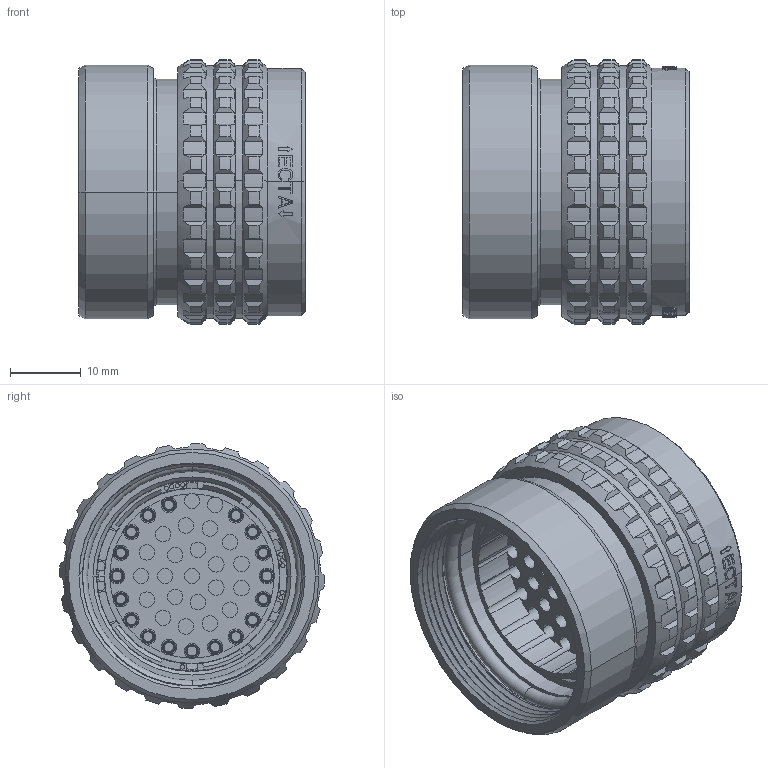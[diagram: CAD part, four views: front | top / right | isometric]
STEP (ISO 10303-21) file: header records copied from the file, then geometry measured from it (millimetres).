
FILE_DESCRIPTION((''),'2;1');
FILE_NAME('1332M518FS','2024-08-02T14:15:50',('paultorloting'),('NET AG system integration'),'CREO PARAMETRIC BY PTC INC, 2021404','CREO PARAMETRIC BY PTC INC, 2021404','');
FILE_SCHEMA(('AUTOMOTIVE_DESIGN { 1 0 10303 214 1 1 1 1 }'));
Length unit declared in the file: millimetre
Products named in the file (1): 1332M518FS
Bounding box: 32 x 37.5 x 37.5 mm (x, y, z)
Volume: 19276.8 mm3; surface area: 19205 mm2
Topology: 1 solids, 19 shells, 3615 faces, 9869 edges, 6426 vertices
Faces by surface type: plane 2103, cylinder 997, cone 216, torus 141, bspline 76, extrusion 72, sphere 10
Entity records: 154114 total; most frequent: CARTESIAN_POINT 37988, ORIENTED_EDGE 19666, DIRECTION 18196, EDGE_CURVE 9833, VERTEX_POINT 6426, AXIS2_PLACEMENT_3D 6188, VECTOR 5817, LINE 5745
